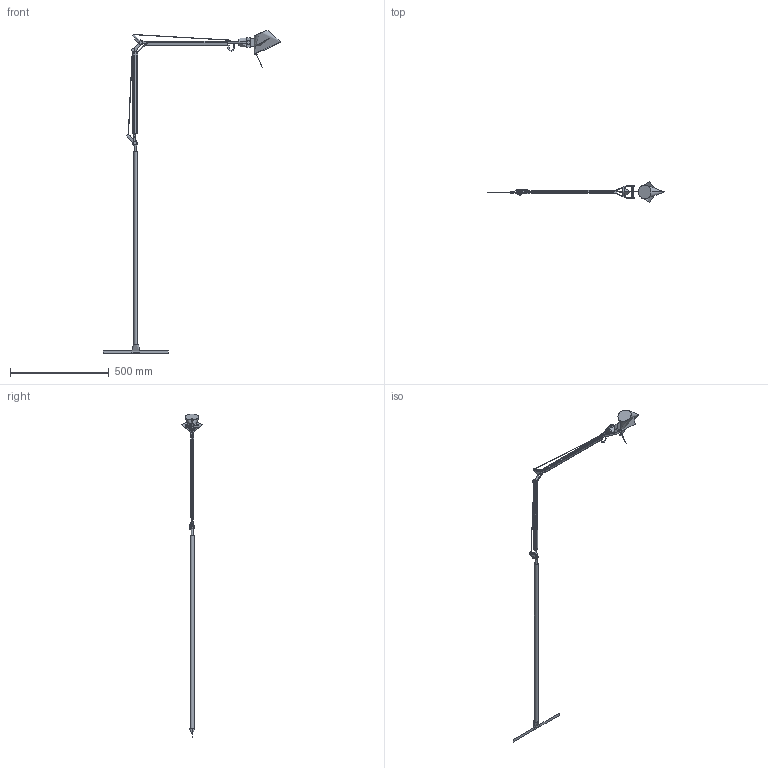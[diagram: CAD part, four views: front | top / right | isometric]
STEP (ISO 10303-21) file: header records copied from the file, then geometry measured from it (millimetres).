
FILE_DESCRIPTION(/* description */ (''),/* implementation_level */ '2;1');
FILE_NAME(/* name */ 'Tolomeo terra',/* time_stamp */ '2014-03-03T10:49:04+01:00',/* author */ (''),/* organization */ (''),/* preprocessor_version */ 'ST-DEVELOPER v10',/* originating_system */ '',/* authorisation */ '');
FILE_SCHEMA (('AUTOMOTIVE_DESIGN'));
Length unit declared in the file: millimetre
Products named in the file (1): 1
Bounding box: 899.86 x 107.12 x 1643.3 mm (x, y, z)
Volume: 1754880.2 mm3; surface area: 488812.6 mm2
Topology: 16 solids, 34 shells, 427 faces, 1190 edges, 802 vertices
Faces by surface type: plane 287, bspline 140
Entity records: 15684 total; most frequent: CARTESIAN_POINT 8180, ORIENTED_EDGE 2033, EDGE_CURVE 1082, B_SPLINE_CURVE_WITH_KNOTS 881, VERTEX_POINT 684, EDGE_LOOP 438, ADVANCED_FACE 427, FACE_OUTER_BOUND 427
